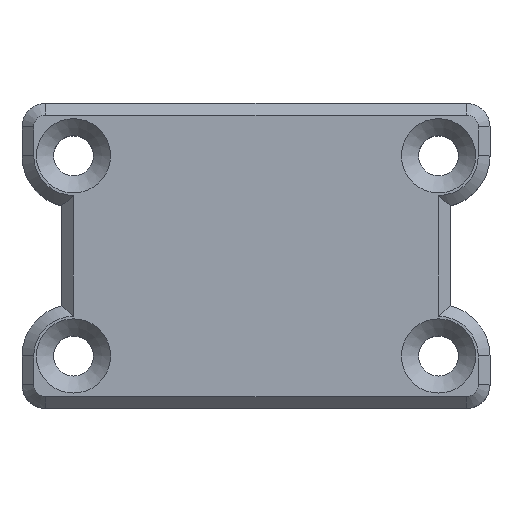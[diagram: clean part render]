
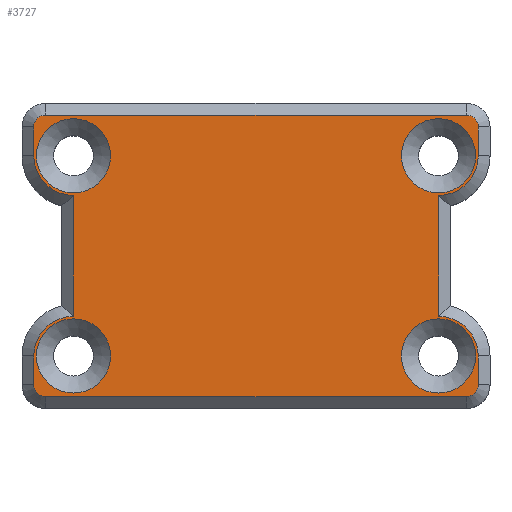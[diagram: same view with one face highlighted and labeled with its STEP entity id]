
A CAD part, top view. The second image highlights one B-rep face of the part: STEP entity #3727.
In plain terms, the highlighted planar face has unit normal (0, 0, 1).
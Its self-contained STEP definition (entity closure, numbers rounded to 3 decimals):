
#78=FACE_BOUND('',#617,.T.);
#79=FACE_BOUND('',#618,.T.);
#80=FACE_BOUND('',#619,.T.);
#81=FACE_BOUND('',#620,.T.);
#115=CIRCLE('',#3892,3.37);
#116=CIRCLE('',#3895,3.37);
#117=CIRCLE('',#3898,1.);
#119=CIRCLE('',#3902,1.);
#120=CIRCLE('',#3905,3.37);
#123=CIRCLE('',#3911,1.);
#124=CIRCLE('',#3914,1.);
#125=CIRCLE('',#3917,3.37);
#126=CIRCLE('',#3923,3.15);
#127=CIRCLE('',#3924,3.15);
#128=CIRCLE('',#3925,3.15);
#129=CIRCLE('',#3926,3.15);
#130=CIRCLE('',#3927,3.15);
#131=CIRCLE('',#3928,3.15);
#132=CIRCLE('',#3929,3.15);
#133=CIRCLE('',#3930,3.15);
#399=FACE_OUTER_BOUND('',#616,.T.);
#616=EDGE_LOOP('',(#3272,#3273,#3274,#3275,#3276,#3277,#3278,#3279,#3280,
#3281,#3282,#3283,#3284,#3285,#3286,#3287));
#617=EDGE_LOOP('',(#3288,#3289));
#618=EDGE_LOOP('',(#3290,#3291));
#619=EDGE_LOOP('',(#3292,#3293));
#620=EDGE_LOOP('',(#3294,#3295));
#909=LINE('',#7097,#1209);
#913=LINE('',#7116,#1213);
#916=LINE('',#7124,#1216);
#919=LINE('',#7135,#1219);
#921=LINE('',#7142,#1221);
#923=LINE('',#7151,#1223);
#927=LINE('',#7161,#1227);
#930=LINE('',#7169,#1230);
#1209=VECTOR('',#4459,10.);
#1213=VECTOR('',#4469,10.);
#1216=VECTOR('',#4478,10.);
#1219=VECTOR('',#4489,10.);
#1221=VECTOR('',#4499,10.);
#1223=VECTOR('',#4503,10.);
#1227=VECTOR('',#4515,10.);
#1230=VECTOR('',#4524,10.);
#1744=VERTEX_POINT('',#7087);
#1745=VERTEX_POINT('',#7089);
#1746=VERTEX_POINT('',#7096);
#1748=VERTEX_POINT('',#7105);
#1749=VERTEX_POINT('',#7107);
#1750=VERTEX_POINT('',#7114);
#1751=VERTEX_POINT('',#7118);
#1752=VERTEX_POINT('',#7122);
#1754=VERTEX_POINT('',#7128);
#1756=VERTEX_POINT('',#7133);
#1757=VERTEX_POINT('',#7141);
#1759=VERTEX_POINT('',#7149);
#1760=VERTEX_POINT('',#7155);
#1761=VERTEX_POINT('',#7159);
#1762=VERTEX_POINT('',#7163);
#1763=VERTEX_POINT('',#7167);
#1764=VERTEX_POINT('',#7181);
#1765=VERTEX_POINT('',#7182);
#1766=VERTEX_POINT('',#7185);
#1767=VERTEX_POINT('',#7186);
#1768=VERTEX_POINT('',#7189);
#1769=VERTEX_POINT('',#7190);
#1770=VERTEX_POINT('',#7193);
#1771=VERTEX_POINT('',#7194);
#2248=EDGE_CURVE('',#1744,#1745,#115,.T.);
#2250=EDGE_CURVE('',#1745,#1746,#909,.T.);
#2254=EDGE_CURVE('',#1748,#1749,#116,.T.);
#2257=EDGE_CURVE('',#1750,#1748,#913,.T.);
#2259=EDGE_CURVE('',#1751,#1750,#117,.T.);
#2261=EDGE_CURVE('',#1752,#1751,#916,.T.);
#2264=EDGE_CURVE('',#1754,#1752,#119,.T.);
#2266=EDGE_CURVE('',#1756,#1754,#919,.T.);
#2268=EDGE_CURVE('',#1746,#1756,#120,.T.);
#2270=EDGE_CURVE('',#1749,#1757,#921,.T.);
#2273=EDGE_CURVE('',#1759,#1744,#923,.T.);
#2277=EDGE_CURVE('',#1760,#1759,#123,.T.);
#2279=EDGE_CURVE('',#1761,#1760,#927,.T.);
#2281=EDGE_CURVE('',#1762,#1761,#124,.T.);
#2283=EDGE_CURVE('',#1763,#1762,#930,.T.);
#2284=EDGE_CURVE('',#1757,#1763,#125,.T.);
#2289=EDGE_CURVE('',#1764,#1765,#126,.T.);
#2290=EDGE_CURVE('',#1765,#1764,#127,.T.);
#2291=EDGE_CURVE('',#1766,#1767,#128,.T.);
#2292=EDGE_CURVE('',#1767,#1766,#129,.T.);
#2293=EDGE_CURVE('',#1768,#1769,#130,.T.);
#2294=EDGE_CURVE('',#1769,#1768,#131,.T.);
#2295=EDGE_CURVE('',#1770,#1771,#132,.T.);
#2296=EDGE_CURVE('',#1771,#1770,#133,.T.);
#3272=ORIENTED_EDGE('',*,*,#2254,.F.);
#3273=ORIENTED_EDGE('',*,*,#2257,.F.);
#3274=ORIENTED_EDGE('',*,*,#2259,.F.);
#3275=ORIENTED_EDGE('',*,*,#2261,.F.);
#3276=ORIENTED_EDGE('',*,*,#2264,.F.);
#3277=ORIENTED_EDGE('',*,*,#2266,.F.);
#3278=ORIENTED_EDGE('',*,*,#2268,.F.);
#3279=ORIENTED_EDGE('',*,*,#2250,.F.);
#3280=ORIENTED_EDGE('',*,*,#2248,.F.);
#3281=ORIENTED_EDGE('',*,*,#2273,.F.);
#3282=ORIENTED_EDGE('',*,*,#2277,.F.);
#3283=ORIENTED_EDGE('',*,*,#2279,.F.);
#3284=ORIENTED_EDGE('',*,*,#2281,.F.);
#3285=ORIENTED_EDGE('',*,*,#2283,.F.);
#3286=ORIENTED_EDGE('',*,*,#2284,.F.);
#3287=ORIENTED_EDGE('',*,*,#2270,.F.);
#3288=ORIENTED_EDGE('',*,*,#2289,.T.);
#3289=ORIENTED_EDGE('',*,*,#2290,.T.);
#3290=ORIENTED_EDGE('',*,*,#2291,.T.);
#3291=ORIENTED_EDGE('',*,*,#2292,.T.);
#3292=ORIENTED_EDGE('',*,*,#2293,.T.);
#3293=ORIENTED_EDGE('',*,*,#2294,.T.);
#3294=ORIENTED_EDGE('',*,*,#2295,.T.);
#3295=ORIENTED_EDGE('',*,*,#2296,.T.);
#3539=PLANE('',#3922);
#3727=ADVANCED_FACE('',(#399,#78,#79,#80,#81),#3539,.T.);
#3892=AXIS2_PLACEMENT_3D('',#7090,#4455,#4456);
#3895=AXIS2_PLACEMENT_3D('',#7108,#4464,#4465);
#3898=AXIS2_PLACEMENT_3D('',#7120,#4473,#4474);
#3902=AXIS2_PLACEMENT_3D('',#7130,#4484,#4485);
#3905=AXIS2_PLACEMENT_3D('',#7138,#4493,#4494);
#3911=AXIS2_PLACEMENT_3D('',#7157,#4510,#4511);
#3914=AXIS2_PLACEMENT_3D('',#7165,#4519,#4520);
#3917=AXIS2_PLACEMENT_3D('',#7171,#4527,#4528);
#3922=AXIS2_PLACEMENT_3D('',#7180,#4541,#4542);
#3923=AXIS2_PLACEMENT_3D('',#7183,#4543,#4544);
#3924=AXIS2_PLACEMENT_3D('',#7184,#4545,#4546);
#3925=AXIS2_PLACEMENT_3D('',#7187,#4547,#4548);
#3926=AXIS2_PLACEMENT_3D('',#7188,#4549,#4550);
#3927=AXIS2_PLACEMENT_3D('',#7191,#4551,#4552);
#3928=AXIS2_PLACEMENT_3D('',#7192,#4553,#4554);
#3929=AXIS2_PLACEMENT_3D('',#7195,#4555,#4556);
#3930=AXIS2_PLACEMENT_3D('',#7196,#4557,#4558);
#4455=DIRECTION('center_axis',(0.,0.,-1.));
#4456=DIRECTION('ref_axis',(0.229,-0.973,0.));
#4459=DIRECTION('',(0.,-1.,0.));
#4464=DIRECTION('center_axis',(0.,0.,-1.));
#4465=DIRECTION('ref_axis',(-0.229,0.973,0.));
#4469=DIRECTION('',(0.,1.,0.));
#4473=DIRECTION('center_axis',(0.,0.,-1.));
#4474=DIRECTION('ref_axis',(-0.707,-0.707,0.));
#4478=DIRECTION('',(-1.,0.,0.));
#4484=DIRECTION('center_axis',(0.,0.,-1.));
#4485=DIRECTION('ref_axis',(0.707,-0.707,0.));
#4489=DIRECTION('',(0.,-1.,0.));
#4493=DIRECTION('center_axis',(0.,0.,-1.));
#4494=DIRECTION('ref_axis',(1.,0.,0.));
#4499=DIRECTION('',(0.,1.,0.));
#4503=DIRECTION('',(0.,-1.,0.));
#4510=DIRECTION('center_axis',(0.,0.,-1.));
#4511=DIRECTION('ref_axis',(0.707,0.707,0.));
#4515=DIRECTION('',(1.,0.,0.));
#4519=DIRECTION('center_axis',(0.,0.,-1.));
#4520=DIRECTION('ref_axis',(-0.707,0.707,0.));
#4524=DIRECTION('',(0.,1.,0.));
#4527=DIRECTION('center_axis',(0.,0.,-1.));
#4528=DIRECTION('ref_axis',(-1.,0.,0.));
#4541=DIRECTION('center_axis',(0.,0.,1.));
#4542=DIRECTION('ref_axis',(1.,0.,0.));
#4543=DIRECTION('center_axis',(0.,0.,-1.));
#4544=DIRECTION('ref_axis',(1.,0.,0.));
#4545=DIRECTION('center_axis',(0.,0.,-1.));
#4546=DIRECTION('ref_axis',(1.,0.,0.));
#4547=DIRECTION('center_axis',(0.,0.,-1.));
#4548=DIRECTION('ref_axis',(1.,0.,0.));
#4549=DIRECTION('center_axis',(0.,0.,-1.));
#4550=DIRECTION('ref_axis',(1.,0.,0.));
#4551=DIRECTION('center_axis',(0.,0.,-1.));
#4552=DIRECTION('ref_axis',(1.,0.,0.));
#4553=DIRECTION('center_axis',(0.,0.,-1.));
#4554=DIRECTION('ref_axis',(1.,0.,0.));
#4555=DIRECTION('center_axis',(0.,0.,-1.));
#4556=DIRECTION('ref_axis',(1.,0.,0.));
#4557=DIRECTION('center_axis',(0.,0.,-1.));
#4558=DIRECTION('ref_axis',(1.,0.,0.));
#7087=CARTESIAN_POINT('',(18.87,8.5,30.));
#7089=CARTESIAN_POINT('',(15.5,5.13,30.));
#7090=CARTESIAN_POINT('Origin',(15.5,8.5,30.));
#7096=CARTESIAN_POINT('',(15.5,-5.13,30.));
#7097=CARTESIAN_POINT('',(15.5,-2.123,30.));
#7105=CARTESIAN_POINT('',(-18.87,-8.5,30.));
#7107=CARTESIAN_POINT('',(-15.5,-5.13,30.));
#7108=CARTESIAN_POINT('Origin',(-15.5,-8.5,30.));
#7114=CARTESIAN_POINT('',(-18.87,-10.95,30.));
#7116=CARTESIAN_POINT('',(-18.87,-4.25,30.));
#7118=CARTESIAN_POINT('',(-17.87,-11.95,30.));
#7120=CARTESIAN_POINT('Origin',(-17.87,-10.95,30.));
#7122=CARTESIAN_POINT('',(17.87,-11.95,30.));
#7124=CARTESIAN_POINT('',(-9.935,-11.95,30.));
#7128=CARTESIAN_POINT('',(18.87,-10.95,30.));
#7130=CARTESIAN_POINT('Origin',(17.87,-10.95,30.));
#7133=CARTESIAN_POINT('',(18.87,-8.5,30.));
#7135=CARTESIAN_POINT('',(18.87,-6.475,30.));
#7138=CARTESIAN_POINT('Origin',(15.5,-8.5,30.));
#7141=CARTESIAN_POINT('',(-15.5,5.13,30.));
#7142=CARTESIAN_POINT('',(-15.5,2.123,30.));
#7149=CARTESIAN_POINT('',(18.87,10.95,30.));
#7151=CARTESIAN_POINT('',(18.87,4.25,30.));
#7155=CARTESIAN_POINT('',(17.87,11.95,30.));
#7157=CARTESIAN_POINT('Origin',(17.87,10.95,30.));
#7159=CARTESIAN_POINT('',(-17.87,11.95,30.));
#7161=CARTESIAN_POINT('',(9.935,11.95,30.));
#7163=CARTESIAN_POINT('',(-18.87,10.95,30.));
#7165=CARTESIAN_POINT('Origin',(-17.87,10.95,30.));
#7167=CARTESIAN_POINT('',(-18.87,8.5,30.));
#7169=CARTESIAN_POINT('',(-18.87,6.475,30.));
#7171=CARTESIAN_POINT('Origin',(-15.5,8.5,30.));
#7180=CARTESIAN_POINT('Origin',(0.,0.,30.));
#7181=CARTESIAN_POINT('',(-12.35,8.5,30.));
#7182=CARTESIAN_POINT('',(-18.65,8.5,30.));
#7183=CARTESIAN_POINT('Origin',(-15.5,8.5,30.));
#7184=CARTESIAN_POINT('Origin',(-15.5,8.5,30.));
#7185=CARTESIAN_POINT('',(18.65,-8.5,30.));
#7186=CARTESIAN_POINT('',(12.35,-8.5,30.));
#7187=CARTESIAN_POINT('Origin',(15.5,-8.5,30.));
#7188=CARTESIAN_POINT('Origin',(15.5,-8.5,30.));
#7189=CARTESIAN_POINT('',(-12.35,-8.5,30.));
#7190=CARTESIAN_POINT('',(-18.65,-8.5,30.));
#7191=CARTESIAN_POINT('Origin',(-15.5,-8.5,30.));
#7192=CARTESIAN_POINT('Origin',(-15.5,-8.5,30.));
#7193=CARTESIAN_POINT('',(18.65,8.5,30.));
#7194=CARTESIAN_POINT('',(12.35,8.5,30.));
#7195=CARTESIAN_POINT('Origin',(15.5,8.5,30.));
#7196=CARTESIAN_POINT('Origin',(15.5,8.5,30.));
